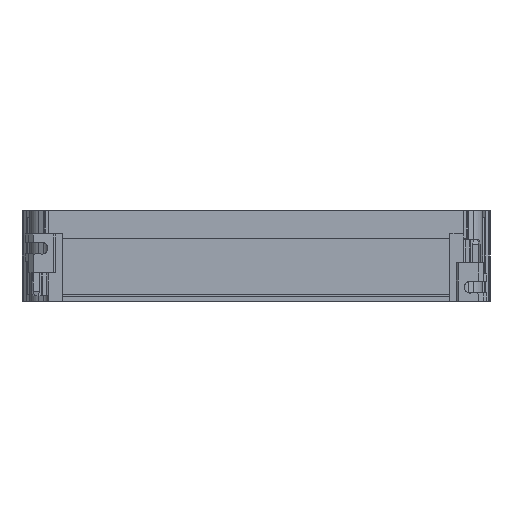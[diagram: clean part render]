
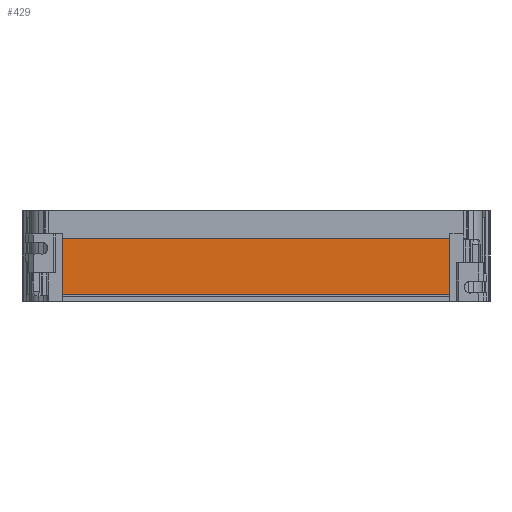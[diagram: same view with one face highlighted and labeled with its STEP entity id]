
A CAD part, front view. The second image highlights one B-rep face of the part: STEP entity #429.
In plain terms, the highlighted planar face has unit normal (0, -1, 0).
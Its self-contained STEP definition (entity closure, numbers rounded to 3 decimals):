
#429=ADVANCED_FACE('',(#838),#631,.F.);
#631=PLANE('',#5072);
#838=FACE_OUTER_BOUND('',#1073,.T.);
#1073=EDGE_LOOP('',(#1796,#1797,#1798,#1799));
#1796=ORIENTED_EDGE('',*,*,#3389,.T.);
#1797=ORIENTED_EDGE('',*,*,#3390,.T.);
#1798=ORIENTED_EDGE('',*,*,#3391,.F.);
#1799=ORIENTED_EDGE('',*,*,#3392,.T.);
#2819=VERTEX_POINT('',#7236);
#2820=VERTEX_POINT('',#7237);
#2821=VERTEX_POINT('',#7239);
#2822=VERTEX_POINT('',#7241);
#3389=EDGE_CURVE('',#2819,#2820,#4007,.T.);
#3390=EDGE_CURVE('',#2820,#2821,#4008,.T.);
#3391=EDGE_CURVE('',#2822,#2821,#4009,.T.);
#3392=EDGE_CURVE('',#2822,#2819,#4010,.T.);
#4007=LINE('',#7235,#4567);
#4008=LINE('',#7238,#4568);
#4009=LINE('',#7240,#4569);
#4010=LINE('',#7242,#4570);
#4567=VECTOR('',#5855,1.);
#4568=VECTOR('',#5856,1.);
#4569=VECTOR('',#5857,1.);
#4570=VECTOR('',#5858,1.);
#5072=AXIS2_PLACEMENT_3D('',#7243,#5859,#5860);
#5855=DIRECTION('',(0.,0.,1.));
#5856=DIRECTION('',(-1.,0.,0.));
#5857=DIRECTION('',(0.,0.,1.));
#5858=DIRECTION('',(1.,0.,0.));
#5859=DIRECTION('',(0.,1.,0.));
#5860=DIRECTION('',(-1.,0.,0.));
#7235=CARTESIAN_POINT('',(42.59,-13.7,1.55));
#7236=CARTESIAN_POINT('',(42.59,-13.7,1.55));
#7237=CARTESIAN_POINT('',(42.59,-13.7,18.5));
#7238=CARTESIAN_POINT('',(42.59,-13.7,18.5));
#7239=CARTESIAN_POINT('',(-42.59,-13.7,18.5));
#7240=CARTESIAN_POINT('',(-42.59,-13.7,1.55));
#7241=CARTESIAN_POINT('',(-42.59,-13.7,1.55));
#7242=CARTESIAN_POINT('',(-42.59,-13.7,1.55));
#7243=CARTESIAN_POINT('',(46.849,-13.7,0.702));
